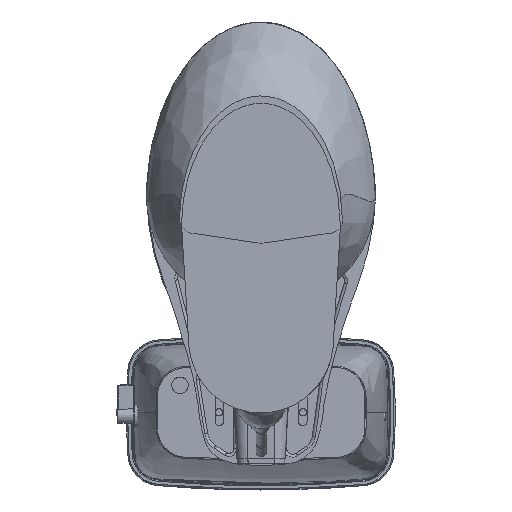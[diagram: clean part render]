
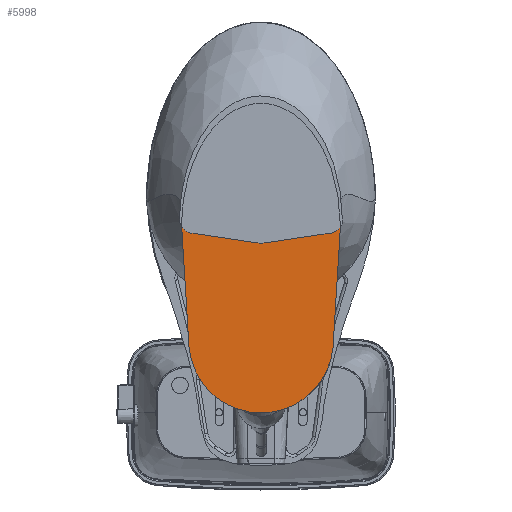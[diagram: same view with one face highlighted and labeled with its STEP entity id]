
A CAD part, front view. The second image highlights one B-rep face of the part: STEP entity #5998.
In plain terms, the highlighted face is planar.
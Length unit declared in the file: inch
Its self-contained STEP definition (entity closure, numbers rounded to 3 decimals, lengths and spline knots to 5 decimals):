
#3739 = CARTESIAN_POINT ( 'NONE',  ( -5.20367, -2.78581, -0.03716 ) ) ;
#5998 = ADVANCED_FACE ( 'NONE', ( #123469 ), #47970, .T. ) ;
#8032 = DIRECTION ( 'NONE',  ( 0.061, -0.998, 0. ) ) ;
#8727 = DIRECTION ( 'NONE',  ( 0.061, 0.998, 0. ) ) ;
#17815 = CARTESIAN_POINT ( 'NONE',  ( -4.03639, -6.81815, -0.03716 ) ) ;
#18469 = CARTESIAN_POINT ( 'NONE',  ( -1.52609, -9.3613, -0.03716 ) ) ;
#24240 = CARTESIAN_POINT ( 'NONE',  ( 4.71363, 7.31832, -0.03716 ) ) ;
#29894 = CARTESIAN_POINT ( 'NONE',  ( 4.71363, 7.31832, -0.03716 ) ) ;
#31895 = CARTESIAN_POINT ( 'NONE',  ( 4.5792, 8.57299, -0.03716 ) ) ;
#33807 = CARTESIAN_POINT ( 'NONE',  ( 1.52651, -9.3613, -0.03716 ) ) ;
#34449 = CARTESIAN_POINT ( 'NONE',  ( -2.91178, -8.36084, -0.03716 ) ) ;
#44125 = ORIENTED_EDGE ( 'NONE', *, *, #46300, .T. ) ;
#45266 = CARTESIAN_POINT ( 'NONE',  ( -4.07696, 9.7883, -0.03716 ) ) ;
#46300 = EDGE_CURVE ( 'NONE', #151848, #128473, #92281, .T. ) ;
#47612 = LINE ( 'NONE', #82849, #186072 ) ;
#47802 = CARTESIAN_POINT ( 'NONE',  ( 0.00021, -9.70802, -0.03716 ) ) ;
#47970 = PLANE ( 'NONE',  #71373 ) ;
#59056 = VERTEX_POINT ( 'NONE', #154895 ) ;
#71373 = AXIS2_PLACEMENT_3D ( 'NONE', #108733, #76749, #123390 ) ;
#76749 = DIRECTION ( 'NONE',  ( 0., 0., -1. ) ) ;
#78166 = CARTESIAN_POINT ( 'NONE',  ( -5.20367, -0.67495, -0.03716 ) ) ;
#79208 = CARTESIAN_POINT ( 'NONE',  ( 5.20409, -0.67495, -0.03716 ) ) ;
#81187 = CARTESIAN_POINT ( 'NONE',  ( -5.20367, -0.67495, -0.03716 ) ) ;
#82849 = CARTESIAN_POINT ( 'NONE',  ( -5.20367, -0.67495, -0.03716 ) ) ;
#90582 = ORIENTED_EDGE ( 'NONE', *, *, #145550, .T. ) ;
#91565 = VERTEX_POINT ( 'NONE', #24240 ) ;
#92281 = B_SPLINE_CURVE_WITH_KNOTS ( 'NONE', 12,
 ( #79208, #109861, #125187, #155871, #156524, #33807, #47802, #18469, #34449, #17815, #124534, #3739, #81187 ),
 .UNSPECIFIED., .F., .F.,
 ( 13, 13 ),
 ( 0., 0.536 ),
 .UNSPECIFIED. ) ;
#92608 = CARTESIAN_POINT ( 'NONE',  ( 4.07738, 9.7883, -0.03716 ) ) ;
#94804 = CARTESIAN_POINT ( 'NONE',  ( 4.71363, 7.31832, -0.03716 ) ) ;
#102062 = EDGE_LOOP ( 'NONE', ( #44125, #90582, #111115, #120351 ) ) ;
#107299 = CARTESIAN_POINT ( 'NONE',  ( -2.06615, 11.62741, -0.03716 ) ) ;
#107370 = VECTOR ( 'NONE', #8032, 39.37008 ) ;
#108733 = CARTESIAN_POINT ( 'NONE',  ( 0.00021, 6.81329, -0.03716 ) ) ;
#109861 = CARTESIAN_POINT ( 'NONE',  ( 5.20409, -2.78581, -0.03716 ) ) ;
#111115 = ORIENTED_EDGE ( 'NONE', *, *, #148417, .T. ) ;
#120351 = ORIENTED_EDGE ( 'NONE', *, *, #139043, .T. ) ;
#121321 = CARTESIAN_POINT ( 'NONE',  ( -3.22056, 10.84473, -0.03716 ) ) ;
#123294 = CARTESIAN_POINT ( 'NONE',  ( -4.57877, 8.57299, -0.03716 ) ) ;
#123390 = DIRECTION ( 'NONE',  ( -1., 0., 0. ) ) ;
#123469 = FACE_OUTER_BOUND ( 'NONE', #102062, .T. ) ;
#124534 = CARTESIAN_POINT ( 'NONE',  ( -4.81457, -4.89668, -0.03716 ) ) ;
#125187 = CARTESIAN_POINT ( 'NONE',  ( 4.81499, -4.89668, -0.03716 ) ) ;
#128473 = VERTEX_POINT ( 'NONE', #78166 ) ;
#137937 = CARTESIAN_POINT ( 'NONE',  ( 0.71248, 12.04453, -0.03716 ) ) ;
#139043 = EDGE_CURVE ( 'NONE', #91565, #151848, #147958, .T. ) ;
#145550 = EDGE_CURVE ( 'NONE', #128473, #59056, #47612, .T. ) ;
#147958 = LINE ( 'NONE', #94804, #107370 ) ;
#148417 = EDGE_CURVE ( 'NONE', #59056, #91565, #182056, .T. ) ;
#151848 = VERTEX_POINT ( 'NONE', #180501 ) ;
#151991 = CARTESIAN_POINT ( 'NONE',  ( -4.71321, 7.31832, -0.03716 ) ) ;
#153293 = CARTESIAN_POINT ( 'NONE',  ( 2.06657, 11.62741, -0.03716 ) ) ;
#154895 = CARTESIAN_POINT ( 'NONE',  ( -4.71321, 7.31832, -0.03716 ) ) ;
#155871 = CARTESIAN_POINT ( 'NONE',  ( 4.03681, -6.81815, -0.03716 ) ) ;
#156524 = CARTESIAN_POINT ( 'NONE',  ( 2.9122, -8.36084, -0.03716 ) ) ;
#180501 = CARTESIAN_POINT ( 'NONE',  ( 5.20409, -0.67495, -0.03716 ) ) ;
#182056 = B_SPLINE_CURVE_WITH_KNOTS ( 'NONE', 11,
 ( #151991, #123294, #45266, #121321, #107299, #183381, #137937, #153293, #184041, #92608, #31895, #29894 ),
 .UNSPECIFIED., .F., .F.,
 ( 12, 12 ),
 ( 0., 0.35075 ),
 .UNSPECIFIED. ) ;
#183381 = CARTESIAN_POINT ( 'NONE',  ( -0.71206, 12.04453, -0.03716 ) ) ;
#184041 = CARTESIAN_POINT ( 'NONE',  ( 3.22098, 10.84473, -0.03716 ) ) ;
#186072 = VECTOR ( 'NONE', #8727, 39.37008 ) ;
